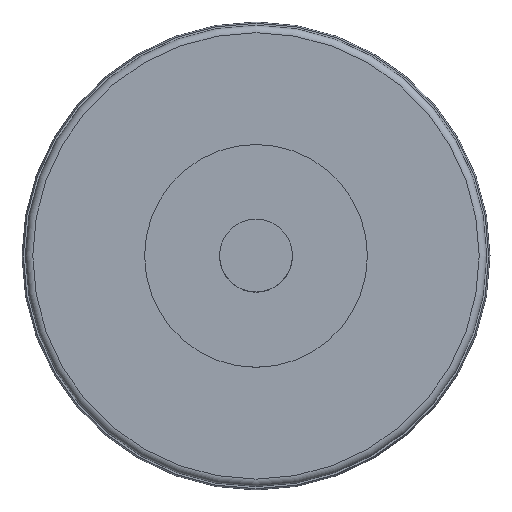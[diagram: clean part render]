
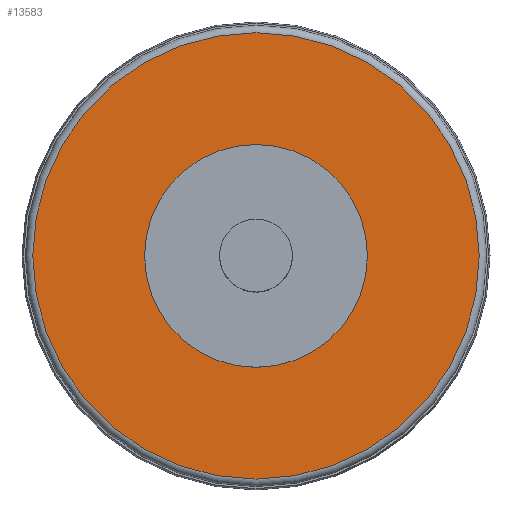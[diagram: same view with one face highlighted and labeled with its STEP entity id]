
A CAD part, top view. The second image highlights one B-rep face of the part: STEP entity #13583.
In plain terms, the highlighted planar face has unit normal (0, 0, 1).
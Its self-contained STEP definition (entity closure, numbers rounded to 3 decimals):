
#15=FACE_BOUND('',#742,.T.);
#29=PLANE('',#14303);
#46=FACE_OUTER_BOUND('',#741,.T.);
#741=EDGE_LOOP('',(#8279));
#742=EDGE_LOOP('',(#8280));
#3075=CIRCLE('',#14300,45.086);
#3078=CIRCLE('',#14304,22.5);
#4578=VERTEX_POINT('',#21725);
#4580=VERTEX_POINT('',#21731);
#5948=EDGE_CURVE('',#4578,#4578,#3075,.T.);
#5951=EDGE_CURVE('',#4580,#4580,#3078,.T.);
#8279=ORIENTED_EDGE('',*,*,#5948,.F.);
#8280=ORIENTED_EDGE('',*,*,#5951,.T.);
#13583=ADVANCED_FACE('',(#46,#15),#29,.T.);
#14300=AXIS2_PLACEMENT_3D('',#21726,#16521,#16522);
#14303=AXIS2_PLACEMENT_3D('',#21730,#16527,#16528);
#14304=AXIS2_PLACEMENT_3D('',#21732,#16529,#16530);
#16521=DIRECTION('center_axis',(0.,0.,-1.));
#16522=DIRECTION('ref_axis',(1.,0.,0.));
#16527=DIRECTION('center_axis',(0.,0.,1.));
#16528=DIRECTION('ref_axis',(-1.,0.,0.));
#16529=DIRECTION('center_axis',(0.,0.,-1.));
#16530=DIRECTION('ref_axis',(-1.,0.,0.));
#21725=CARTESIAN_POINT('',(-45.086,0.,9.5));
#21726=CARTESIAN_POINT('Origin',(0.,0.,9.5));
#21730=CARTESIAN_POINT('Origin',(0.,0.,9.5));
#21731=CARTESIAN_POINT('',(22.5,0.,9.5));
#21732=CARTESIAN_POINT('Origin',(0.,0.,9.5));
